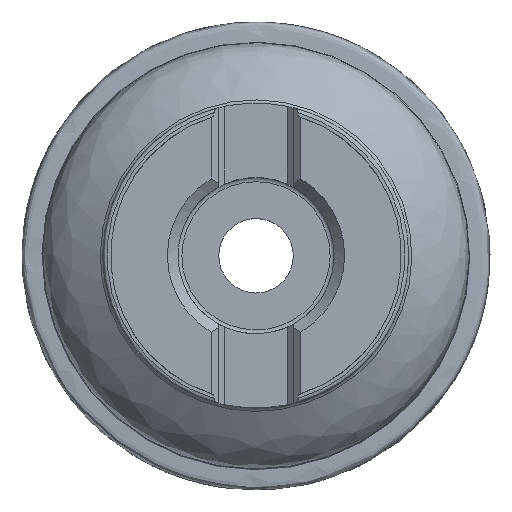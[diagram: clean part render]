
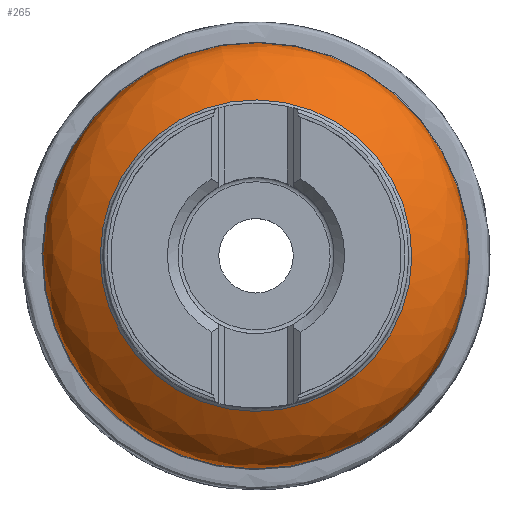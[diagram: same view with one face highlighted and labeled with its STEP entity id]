
A CAD part, top view. The second image highlights one B-rep face of the part: STEP entity #265.
In plain terms, the highlighted face is a revolution surface.
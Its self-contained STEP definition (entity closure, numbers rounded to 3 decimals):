
#98=SURFACE_OF_REVOLUTION('',#237,#99);
#99=AXIS1_PLACEMENT('',#1521,#1194);
#237=B_SPLINE_CURVE_WITH_KNOTS('',3,(#1517,#1518,#1519,#1520),
 .UNSPECIFIED.,.F.,.F.,(4,4),(0.,1.),.UNSPECIFIED.);
#265=ADVANCED_FACE('CN_SU3',(#344,#345),#98,.T.);
#344=FACE_BOUND('',#401,.T.);
#345=FACE_BOUND('',#402,.T.);
#401=EDGE_LOOP('',(#500));
#402=EDGE_LOOP('',(#501));
#500=ORIENTED_EDGE('',*,*,#738,.F.);
#501=ORIENTED_EDGE('',*,*,#754,.T.);
#663=VERTEX_POINT('',#1478);
#677=VERTEX_POINT('',#1515);
#738=EDGE_CURVE('',#663,#663,#832,.T.);
#754=EDGE_CURVE('',#677,#677,#836,.T.);
#832=CIRCLE('',#990,30.);
#836=CIRCLE('',#1009,21.967);
#990=AXIS2_PLACEMENT_3D('',#1477,#1148,#1149);
#1009=AXIS2_PLACEMENT_3D('',#1514,#1190,#1191);
#1148=DIRECTION('',(0.,0.,-1.));
#1149=DIRECTION('',(-0.163,0.987,0.));
#1190=DIRECTION('',(0.,0.,-1.));
#1191=DIRECTION('',(-0.163,0.987,0.));
#1194=DIRECTION('',(0.,0.,-1.));
#1477=CARTESIAN_POINT('',(0.,0.,-24.));
#1478=CARTESIAN_POINT('',(-4.898,29.597,-24.));
#1514=CARTESIAN_POINT('',(0.,0.,-14.946));
#1515=CARTESIAN_POINT('',(-3.586,21.673,-14.946));
#1517=CARTESIAN_POINT('',(-21.967,0.,-14.946));
#1518=CARTESIAN_POINT('',(-27.828,0.,-18.634));
#1519=CARTESIAN_POINT('',(-30.,0.,-19.883));
#1520=CARTESIAN_POINT('',(-30.,0.,-24.));
#1521=CARTESIAN_POINT('',(0.,0.,
25.673));
